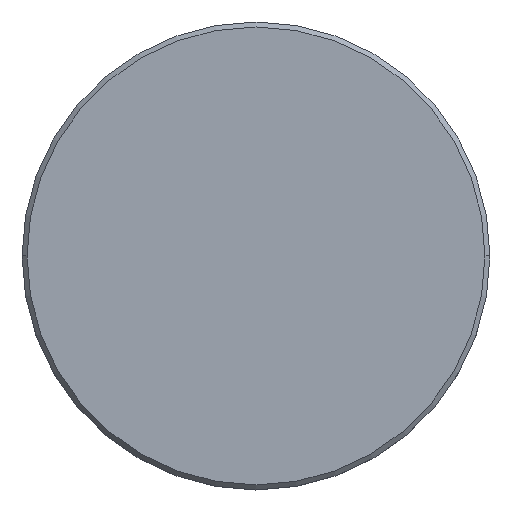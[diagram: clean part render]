
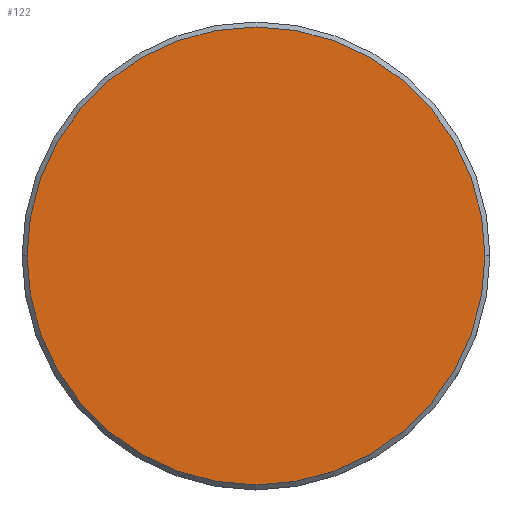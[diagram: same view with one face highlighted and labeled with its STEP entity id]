
A CAD part, top view. The second image highlights one B-rep face of the part: STEP entity #122.
In plain terms, the highlighted planar face has unit normal (0, 0, 1).
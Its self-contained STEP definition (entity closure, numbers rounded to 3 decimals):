
#32 = DIRECTION ( 'NONE',  ( 0., 0., 1. ) ) ;
#39 = VERTEX_POINT ( 'NONE', #1167 ) ;
#114 = DIRECTION ( 'NONE',  ( 1., 0., 0. ) ) ;
#122 = ADVANCED_FACE ( 'NONE', ( #1105 ), #124, .T. ) ;
#124 = PLANE ( 'NONE',  #1119 ) ;
#131 = CIRCLE ( 'NONE', #514, 23. ) ;
#183 = DIRECTION ( 'NONE',  ( 1., 0., 0. ) ) ;
#220 = CARTESIAN_POINT ( 'NONE',  ( 0., 0., 0. ) ) ;
#270 = CARTESIAN_POINT ( 'NONE',  ( 0., 0., 0. ) ) ;
#299 = DIRECTION ( 'NONE',  ( 0., 0., 1. ) ) ;
#361 = VERTEX_POINT ( 'NONE', #784 ) ;
#409 = ORIENTED_EDGE ( 'NONE', *, *, #518, .T. ) ;
#514 = AXIS2_PLACEMENT_3D ( 'NONE', #746, #299, #114 ) ;
#518 = EDGE_CURVE ( 'NONE', #39, #361, #968, .T. ) ;
#626 = AXIS2_PLACEMENT_3D ( 'NONE', #270, #888, #1003 ) ;
#746 = CARTESIAN_POINT ( 'NONE',  ( 0., 0., 0. ) ) ;
#784 = CARTESIAN_POINT ( 'NONE',  ( 23., 0., 0. ) ) ;
#888 = DIRECTION ( 'NONE',  ( 0., 0., 1. ) ) ;
#897 = EDGE_LOOP ( 'NONE', ( #409, #944 ) ) ;
#944 = ORIENTED_EDGE ( 'NONE', *, *, #1115, .T. ) ;
#968 = CIRCLE ( 'NONE', #626, 23. ) ;
#1003 = DIRECTION ( 'NONE',  ( 1., 0., 0. ) ) ;
#1105 = FACE_OUTER_BOUND ( 'NONE', #897, .T. ) ;
#1115 = EDGE_CURVE ( 'NONE', #361, #39, #131, .T. ) ;
#1119 = AXIS2_PLACEMENT_3D ( 'NONE', #220, #32, #183 ) ;
#1167 = CARTESIAN_POINT ( 'NONE',  ( -23., 0., 0. ) ) ;
